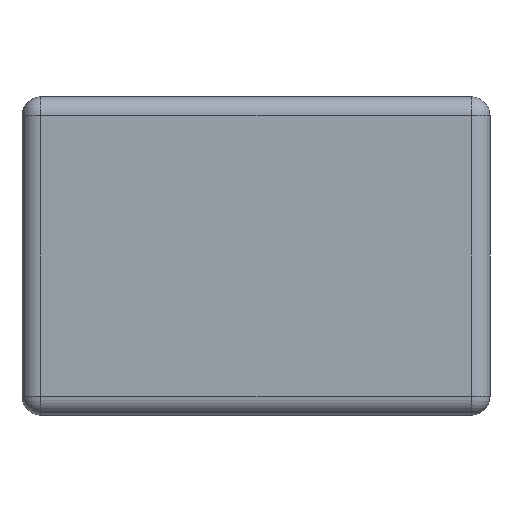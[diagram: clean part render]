
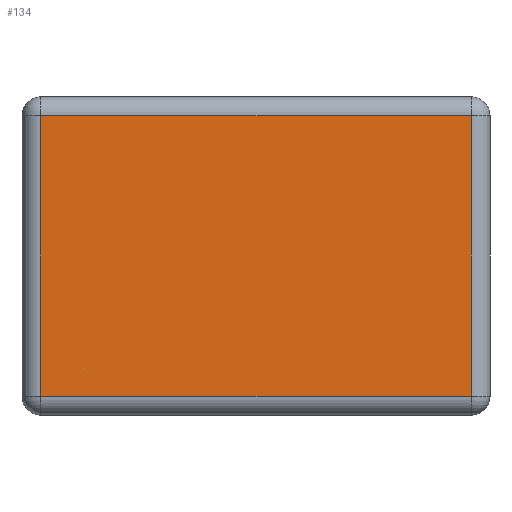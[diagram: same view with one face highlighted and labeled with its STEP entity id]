
A CAD part, left-side view. The second image highlights one B-rep face of the part: STEP entity #134.
In plain terms, the highlighted planar face has unit normal (-1, 0, 0).
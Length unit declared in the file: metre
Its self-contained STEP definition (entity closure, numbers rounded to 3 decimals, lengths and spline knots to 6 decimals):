
#134 = ADVANCED_FACE( '', ( #278 ), #279, .F. );
#278 = FACE_OUTER_BOUND( '', #433, .T. );
#279 = PLANE( '', #434 );
#433 = EDGE_LOOP( '', ( #716, #717, #718, #719 ) );
#434 = AXIS2_PLACEMENT_3D( '', #720, #721, #722 );
#716 = ORIENTED_EDGE( '', *, *, #971, .T. );
#717 = ORIENTED_EDGE( '', *, *, #949, .T. );
#718 = ORIENTED_EDGE( '', *, *, #963, .T. );
#719 = ORIENTED_EDGE( '', *, *, #976, .T. );
#720 = CARTESIAN_POINT( '', ( -0.001, -0.000625, 0.000425 ) );
#721 = DIRECTION( '', ( 1., 0., 0. ) );
#722 = DIRECTION( '', ( 0., 0., -1. ) );
#949 = EDGE_CURVE( '', #1132, #1137, #1139, .T. );
#963 = EDGE_CURVE( '', #1137, #1071, #1157, .F. );
#971 = EDGE_CURVE( '', #1163, #1132, #1166, .T. );
#976 = EDGE_CURVE( '', #1071, #1163, #1172, .F. );
#1071 = VERTEX_POINT( '', #1288 );
#1132 = VERTEX_POINT( '', #1364 );
#1137 = VERTEX_POINT( '', #1370 );
#1139 = LINE( '', #1372, #1373 );
#1157 = LINE( '', #1398, #1399 );
#1163 = VERTEX_POINT( '', #1406 );
#1166 = LINE( '', #1409, #1410 );
#1172 = LINE( '', #1417, #1418 );
#1288 = CARTESIAN_POINT( '', ( -0.001, -0.000575, 0.00005 ) );
#1364 = CARTESIAN_POINT( '', ( -0.001, 0.000575, 0.0008 ) );
#1370 = CARTESIAN_POINT( '', ( -0.001, 0.000575, 0.00005 ) );
#1372 = CARTESIAN_POINT( '', ( -0.001, 0.000575, 0.000425 ) );
#1373 = VECTOR( '', #1582, 1. );
#1398 = CARTESIAN_POINT( '', ( -0.001, -0.000625, 0.00005 ) );
#1399 = VECTOR( '', #1593, 1. );
#1406 = CARTESIAN_POINT( '', ( -0.001, -0.000575, 0.0008 ) );
#1409 = CARTESIAN_POINT( '', ( -0.001, -0.000625, 0.0008 ) );
#1410 = VECTOR( '', #1607, 1. );
#1417 = CARTESIAN_POINT( '', ( -0.001, -0.000575, 0.00085 ) );
#1418 = VECTOR( '', #1612, 1. );
#1582 = DIRECTION( '', ( 0., 0., -1. ) );
#1593 = DIRECTION( '', ( 0., 1., 0. ) );
#1607 = DIRECTION( '', ( 0., 1., 0. ) );
#1612 = DIRECTION( '', ( 0., 0., -1. ) );
